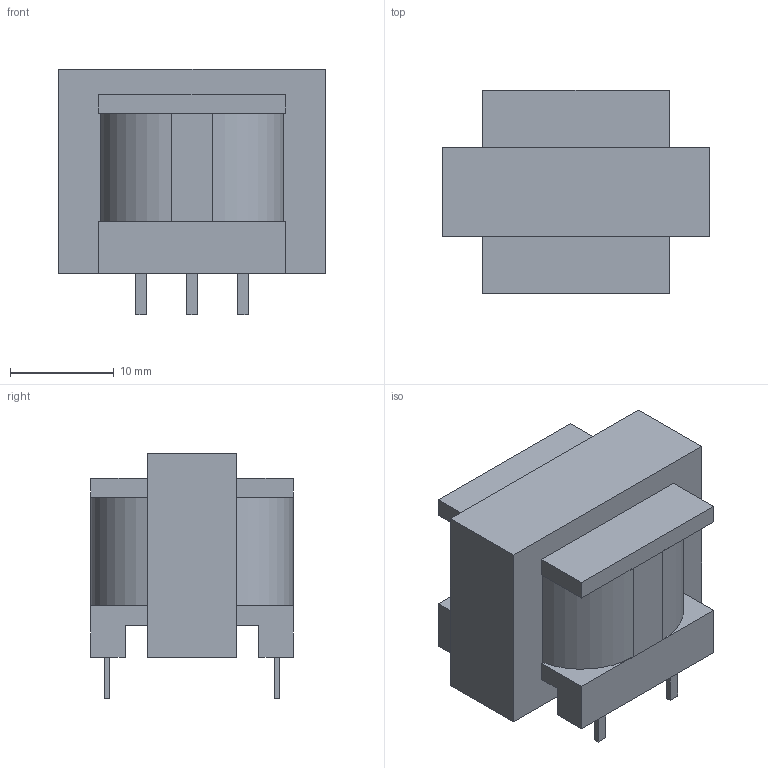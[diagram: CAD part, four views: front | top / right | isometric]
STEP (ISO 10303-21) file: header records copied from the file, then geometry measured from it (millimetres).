
FILE_DESCRIPTION(('FreeCAD Model'),'2;1');
FILE_NAME('trafo.step', '2021-09-15T09:23:24',('Author'),(''), 'Open CASCADE STEP processor 7.3','FreeCAD','Unknown');
FILE_SCHEMA(('AUTOMOTIVE_DESIGN { 1 0 10303 214 1 1 1 1 }'));
Length unit declared in the file: millimetre
Products named in the file (1): Fusion
Bounding box: 25.66 x 19.55 x 23.7 mm (x, y, z)
Volume: 7086.2 mm3; surface area: 2786.6 mm2
Topology: 1 solids, 1 shells, 65 faces, 160 edges, 104 vertices
Faces by surface type: plane 61, cylinder 4
Entity records: 4392 total; most frequent: CARTESIAN_POINT 722, DIRECTION 568, LINE 416, VECTOR 416, ORIENTED_EDGE 320, PCURVE 320, DEFINITIONAL_REPRESENTATION 320, EDGE_CURVE 160
